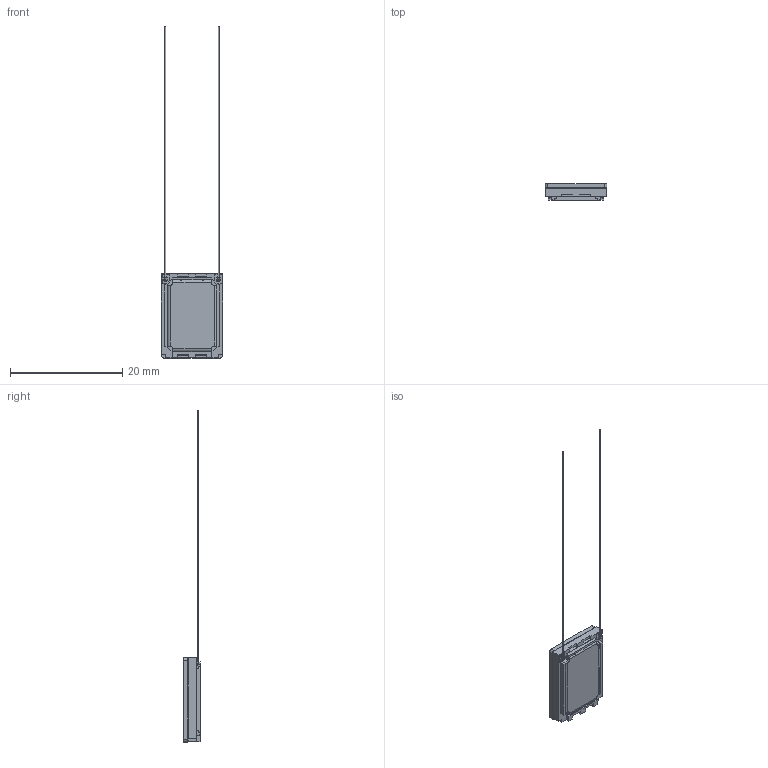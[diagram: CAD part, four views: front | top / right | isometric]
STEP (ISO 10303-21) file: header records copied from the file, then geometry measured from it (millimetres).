
FILE_DESCRIPTION (( 'STEP AP203' ), '1' );
FILE_NAME ('CUI_DEVICES_CMS-15113-078L100.step', '2019-10-20T22:11:53', ( '' ), ( '' ), 'SwSTEP 2.0', 'SolidWorks 2019', '' );
FILE_SCHEMA (( 'CONFIG_CONTROL_DESIGN' ));
Length unit declared in the file: inch
Products named in the file (1): CUI_DEVICES_CMS-15113-078L100
Bounding box: 11 x 3 x 59.05 mm (x, y, z)
Volume: 446.1 mm3; surface area: 641.8 mm2
Topology: 1 solids, 5 shells, 240 faces, 634 edges, 410 vertices
Faces by surface type: plane 148, cylinder 76, torus 16
Entity records: 7589 total; most frequent: CARTESIAN_POINT 1453, ORIENTED_EDGE 1268, DIRECTION 1268, EDGE_CURVE 634, VECTOR 450, LINE 450, VERTEX_POINT 410, AXIS2_PLACEMENT_3D 409
